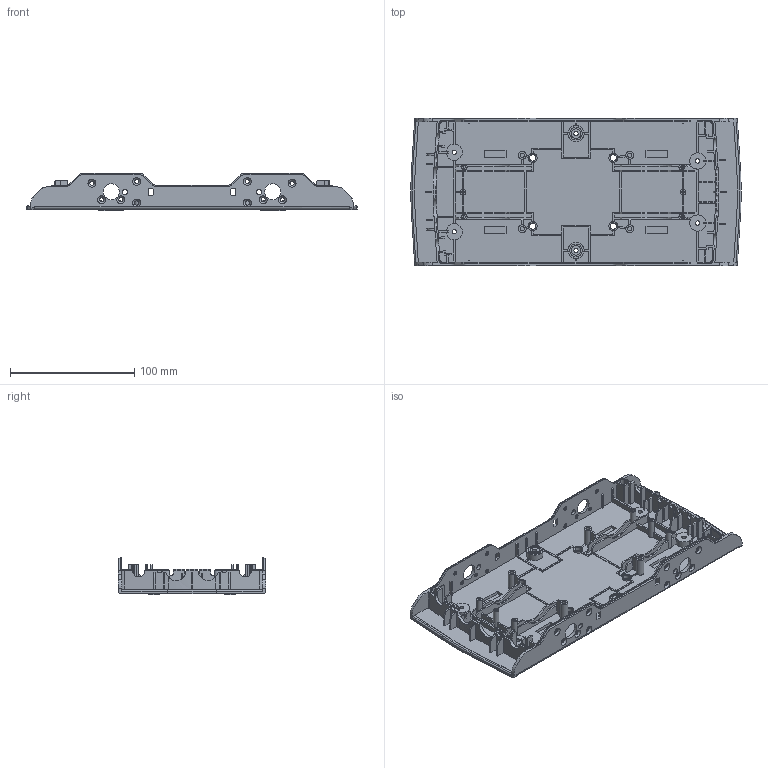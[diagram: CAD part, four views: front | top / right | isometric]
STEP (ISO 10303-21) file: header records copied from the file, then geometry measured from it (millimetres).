
FILE_DESCRIPTION(/* description */ (''),/* implementation_level */ '2;1');
FILE_NAME(/* name */ 'rtr_bottom.step',/* time_stamp */ '2022-05-30T22:00:33+02:00',/* author */ (''),/* organization */ (''),/* preprocessor_version */ 'ST-DEVELOPER v18.1',/* originating_system */ 'Autodesk Translation Framework v10.14.0.1471',/* authorisation */ '');
FILE_SCHEMA (('AUTOMOTIVE_DESIGN { 1 0 10303 214 3 1 1 }'));
Length unit declared in the file: millimetre
Products named in the file (1): 03_DC_CAR_HOUSING_BTM
Bounding box: 265.86 x 118.44 x 30.3 mm (x, y, z)
Volume: 124512.2 mm3; surface area: 113594.6 mm2
Topology: 1 solids, 1 shells, 975 faces, 2799 edges, 1850 vertices
Faces by surface type: plane 755, cylinder 192, cone 22, torus 6
Full cylindrical faces by diameter (mm): 2 x6, 3.3 x4, 3.4 x26, 4.27 x4, 4.6 x6, 5.2 x4, 6.4 x4, 7.2 x4, 7.6 x2, 8 x6, 10.2 x2, 13 x6
Entity records: 32188 total; most frequent: CARTESIAN_POINT 5924, ORIENTED_EDGE 5598, DIRECTION 5281, EDGE_CURVE 2799, LINE 2213, VECTOR 2213, VERTEX_POINT 1850, AXIS2_PLACEMENT_3D 1534
